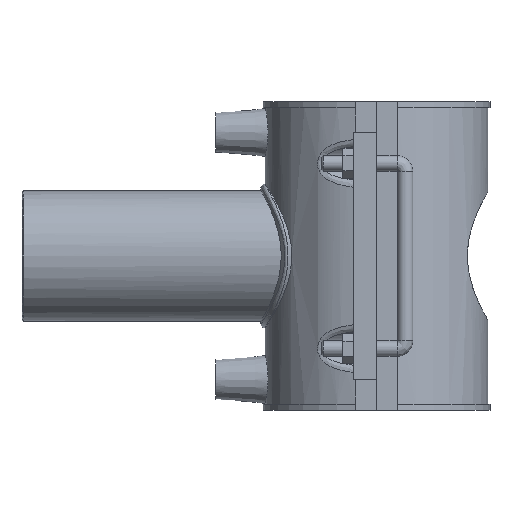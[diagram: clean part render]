
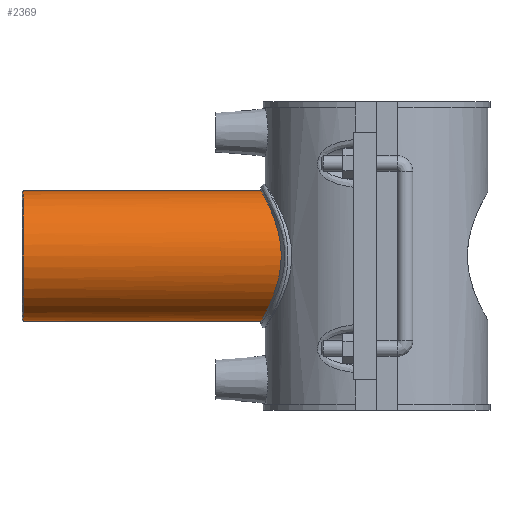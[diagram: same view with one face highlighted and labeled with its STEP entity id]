
A CAD part, left-side view. The second image highlights one B-rep face of the part: STEP entity #2369.
In plain terms, the highlighted cylindrical face has radius 25 mm (diameter 50 mm), a full revolution.
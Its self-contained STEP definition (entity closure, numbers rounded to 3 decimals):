
#548=CIRCLE('',#2521,25.);
#640=FACE_BOUND('',#839,.T.);
#687=FACE_OUTER_BOUND('',#838,.T.);
#838=EDGE_LOOP('',(#1647));
#839=EDGE_LOOP('',(#1648));
#1032=B_SPLINE_CURVE_WITH_KNOTS('',3,(#3538,#3539,#3540,#3541,#3542,#3543,
#3544,#3545,#3546,#3547,#3548,#3549,#3550,#3551,#3552,#3553,#3554,#3555,
#3556,#3557,#3558,#3559,#3560,#3561,#3562,#3563,#3564,#3565,#3566,#3567,
#3568,#3569,#3570,#3571,#3572,#3573,#3574,#3575,#3576,#3577,#3578,#3579,
#3580,#3581,#3582,#3583,#3584,#3585,#3586,#3587,#3588,#3589,#3590,#3591,
#3592,#3593,#3594,#3595,#3596,#3597,#3598,#3599,#3600,#3601,#3602,#3603),
 .UNSPECIFIED.,.T.,.F.,(4,2,2,2,2,2,2,2,2,2,2,2,2,2,2,2,2,2,2,2,2,2,2,2,
2,2,2,2,2,2,2,2,4),(0.,0.485,0.97,1.455,
1.94,2.422,2.905,3.387,3.87,
4.353,4.835,5.318,5.8,6.285,
6.77,7.255,7.74,8.225,8.71,
9.195,9.68,10.162,10.645,11.127,
11.61,12.092,12.575,13.058,13.54,
14.025,14.51,14.995,15.48),
 .UNSPECIFIED.);
#1074=VERTEX_POINT('',#3534);
#1075=VERTEX_POINT('',#3537);
#1306=EDGE_CURVE('',#1074,#1074,#548,.T.);
#1307=EDGE_CURVE('',#1075,#1075,#1032,.T.);
#1647=ORIENTED_EDGE('',*,*,#1307,.F.);
#1648=ORIENTED_EDGE('',*,*,#1306,.F.);
#2328=CYLINDRICAL_SURFACE('',#2522,25.);
#2369=ADVANCED_FACE('',(#687,#640),#2328,.T.);
#2521=AXIS2_PLACEMENT_3D('',#3535,#2746,#2747);
#2522=AXIS2_PLACEMENT_3D('',#3536,#2748,#2749);
#2746=DIRECTION('center_axis',(0.,1.,0.));
#2747=DIRECTION('ref_axis',(1.,0.,0.));
#2748=DIRECTION('center_axis',(0.,-1.,0.));
#2749=DIRECTION('ref_axis',(1.,0.,0.));
#3534=CARTESIAN_POINT('',(-25.,135.,0.));
#3535=CARTESIAN_POINT('Origin',(0.,135.,0.));
#3536=CARTESIAN_POINT('Origin',(0.,135.5,0.));
#3537=CARTESIAN_POINT('',(-25.,36.451,0.));
#3538=CARTESIAN_POINT('Ctrl Pts',(-25.,36.451,0.));
#3539=CARTESIAN_POINT('Ctrl Pts',(-25.,36.451,-1.616));
#3540=CARTESIAN_POINT('Ctrl Pts',(-24.841,36.561,-3.271));
#3541=CARTESIAN_POINT('Ctrl Pts',(-24.189,36.996,-6.532));
#3542=CARTESIAN_POINT('Ctrl Pts',(-23.696,37.319,-8.14));
#3543=CARTESIAN_POINT('Ctrl Pts',(-22.411,38.104,-11.202));
#3544=CARTESIAN_POINT('Ctrl Pts',(-21.618,38.566,-12.661));
#3545=CARTESIAN_POINT('Ctrl Pts',(-19.797,39.532,-15.353));
#3546=CARTESIAN_POINT('Ctrl Pts',(-18.77,40.034,-16.586));
#3547=CARTESIAN_POINT('Ctrl Pts',(-16.591,40.985,-18.765));
#3548=CARTESIAN_POINT('Ctrl Pts',(-15.361,41.469,-19.791));
#3549=CARTESIAN_POINT('Ctrl Pts',(-12.668,42.369,-21.614));
#3550=CARTESIAN_POINT('Ctrl Pts',(-11.206,42.785,-22.41));
#3551=CARTESIAN_POINT('Ctrl Pts',(-8.135,43.473,-23.698));
#3552=CARTESIAN_POINT('Ctrl Pts',(-6.524,43.747,-24.191));
#3553=CARTESIAN_POINT('Ctrl Pts',(-3.261,44.11,-24.842));
#3554=CARTESIAN_POINT('Ctrl Pts',(-1.609,44.2,-25.));
#3555=CARTESIAN_POINT('Ctrl Pts',(1.609,44.2,-25.));
#3556=CARTESIAN_POINT('Ctrl Pts',(3.261,44.11,-24.842));
#3557=CARTESIAN_POINT('Ctrl Pts',(6.524,43.747,-24.191));
#3558=CARTESIAN_POINT('Ctrl Pts',(8.135,43.473,-23.698));
#3559=CARTESIAN_POINT('Ctrl Pts',(11.206,42.785,-22.41));
#3560=CARTESIAN_POINT('Ctrl Pts',(12.668,42.369,-21.614));
#3561=CARTESIAN_POINT('Ctrl Pts',(15.361,41.469,-19.791));
#3562=CARTESIAN_POINT('Ctrl Pts',(16.591,40.985,-18.765));
#3563=CARTESIAN_POINT('Ctrl Pts',(18.77,40.034,-16.586));
#3564=CARTESIAN_POINT('Ctrl Pts',(19.797,39.532,-15.353));
#3565=CARTESIAN_POINT('Ctrl Pts',(21.618,38.566,-12.661));
#3566=CARTESIAN_POINT('Ctrl Pts',(22.411,38.104,-11.202));
#3567=CARTESIAN_POINT('Ctrl Pts',(23.696,37.319,-8.14));
#3568=CARTESIAN_POINT('Ctrl Pts',(24.189,36.996,-6.532));
#3569=CARTESIAN_POINT('Ctrl Pts',(24.841,36.561,-3.271));
#3570=CARTESIAN_POINT('Ctrl Pts',(25.,36.451,-1.616));
#3571=CARTESIAN_POINT('Ctrl Pts',(25.,36.451,1.616));
#3572=CARTESIAN_POINT('Ctrl Pts',(24.841,36.561,3.271));
#3573=CARTESIAN_POINT('Ctrl Pts',(24.189,36.996,6.532));
#3574=CARTESIAN_POINT('Ctrl Pts',(23.696,37.319,8.14));
#3575=CARTESIAN_POINT('Ctrl Pts',(22.411,38.104,11.202));
#3576=CARTESIAN_POINT('Ctrl Pts',(21.618,38.566,12.661));
#3577=CARTESIAN_POINT('Ctrl Pts',(19.797,39.532,15.353));
#3578=CARTESIAN_POINT('Ctrl Pts',(18.77,40.034,16.586));
#3579=CARTESIAN_POINT('Ctrl Pts',(16.591,40.985,18.765));
#3580=CARTESIAN_POINT('Ctrl Pts',(15.361,41.469,19.791));
#3581=CARTESIAN_POINT('Ctrl Pts',(12.668,42.369,21.614));
#3582=CARTESIAN_POINT('Ctrl Pts',(11.206,42.785,22.41));
#3583=CARTESIAN_POINT('Ctrl Pts',(8.135,43.473,23.698));
#3584=CARTESIAN_POINT('Ctrl Pts',(6.524,43.747,24.191));
#3585=CARTESIAN_POINT('Ctrl Pts',(3.261,44.11,24.842));
#3586=CARTESIAN_POINT('Ctrl Pts',(1.609,44.2,25.));
#3587=CARTESIAN_POINT('Ctrl Pts',(-1.609,44.2,25.));
#3588=CARTESIAN_POINT('Ctrl Pts',(-3.261,44.11,24.842));
#3589=CARTESIAN_POINT('Ctrl Pts',(-6.524,43.747,24.191));
#3590=CARTESIAN_POINT('Ctrl Pts',(-8.135,43.473,23.698));
#3591=CARTESIAN_POINT('Ctrl Pts',(-11.206,42.785,22.41));
#3592=CARTESIAN_POINT('Ctrl Pts',(-12.668,42.369,21.614));
#3593=CARTESIAN_POINT('Ctrl Pts',(-15.361,41.469,19.791));
#3594=CARTESIAN_POINT('Ctrl Pts',(-16.591,40.985,18.765));
#3595=CARTESIAN_POINT('Ctrl Pts',(-18.77,40.034,16.586));
#3596=CARTESIAN_POINT('Ctrl Pts',(-19.797,39.532,15.353));
#3597=CARTESIAN_POINT('Ctrl Pts',(-21.618,38.566,12.661));
#3598=CARTESIAN_POINT('Ctrl Pts',(-22.411,38.104,11.202));
#3599=CARTESIAN_POINT('Ctrl Pts',(-23.696,37.319,8.14));
#3600=CARTESIAN_POINT('Ctrl Pts',(-24.189,36.996,6.532));
#3601=CARTESIAN_POINT('Ctrl Pts',(-24.841,36.561,3.271));
#3602=CARTESIAN_POINT('Ctrl Pts',(-25.,36.451,1.616));
#3603=CARTESIAN_POINT('Ctrl Pts',(-25.,36.451,0.));
